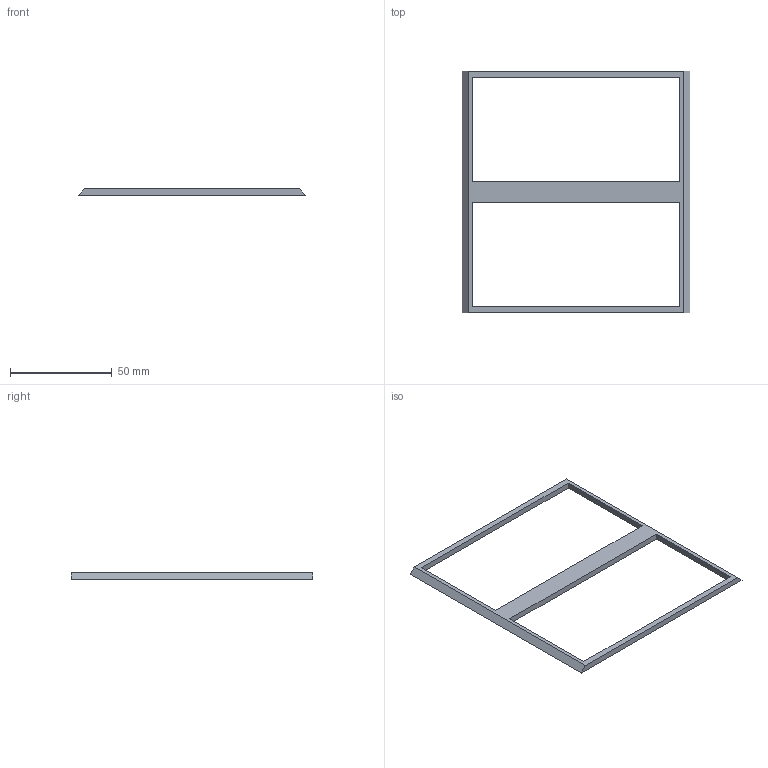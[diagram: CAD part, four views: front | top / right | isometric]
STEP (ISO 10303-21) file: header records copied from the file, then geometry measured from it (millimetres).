
FILE_DESCRIPTION(/* description */ ('','CAx-IF Rec.Pracs.---Representation and Presentation of Product Manufacturing Information (PMI)---4.0---2014-10-13'),/* implementation_level */ '2;1');
FILE_NAME(/* name */ 'psu_alignment_plate.stp',/* time_stamp */ '2025-08-27T18:48:52+08:00',/* author */ ('Toby'),/* organization */ (''),/* preprocessor_version */ 'ST-DEVELOPER v18.1',/* originating_system */ 'Autodesk Inventor 2021',/* authorisation */ '');
FILE_SCHEMA (('AP242_MANAGED_MODEL_BASED_3D_ENGINEERING_MIM_LF { 1 0 10303 442 1 1 4 }'));
Length unit declared in the file: millimetre
Products named in the file (1): psu_alignment_plate
Bounding box: 112 x 119 x 3 mm (x, y, z)
Volume: 7395 mm3; surface area: 8435.7 mm2
Topology: 1 solids, 1 shells, 14 faces, 48 edges, 48 vertices
Faces by surface type: plane 14
Entity records: 619 total; most frequent: CARTESIAN_POINT 116, DIRECTION 92, ORIENTED_EDGE 72, LINE 36, VECTOR 36, EDGE_CURVE 36, AXIS2_PLACEMENT_3D 28, VERTEX_POINT 24
